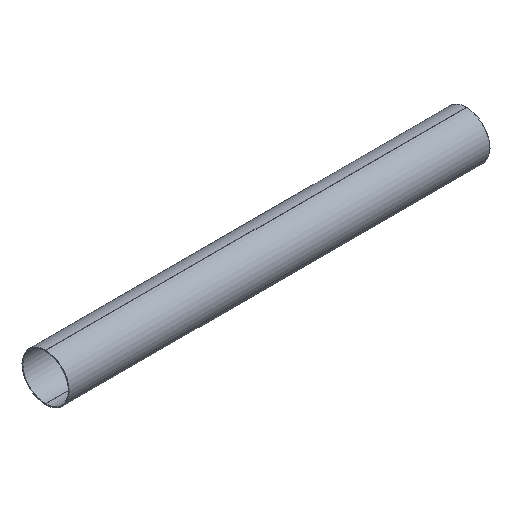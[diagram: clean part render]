
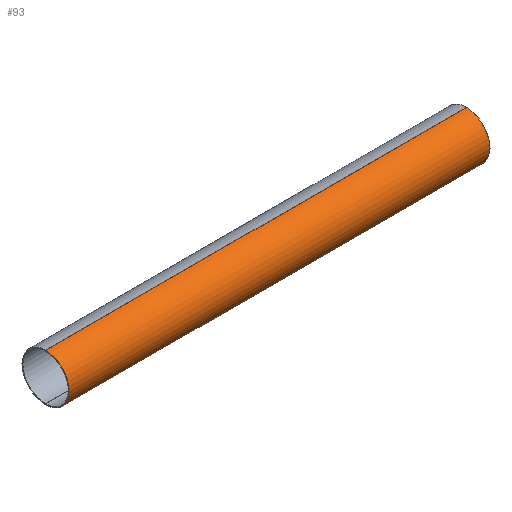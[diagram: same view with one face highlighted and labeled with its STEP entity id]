
A CAD part, isometric view. The second image highlights one B-rep face of the part: STEP entity #93.
In plain terms, the highlighted cylindrical face has radius 280 mm (diameter 560 mm), a partial arc.
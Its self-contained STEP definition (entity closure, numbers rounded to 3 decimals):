
#53 = VERTEX_POINT( '', #123 );
#57 = EDGE_CURVE( '', #61, #85, #128, .T. );
#61 = VERTEX_POINT( '', #132 );
#63 = EDGE_CURVE( '', #85, #91, #134, .T. );
#67 = EDGE_CURVE( '', #91, #53, #138, .T. );
#85 = VERTEX_POINT( '', #156 );
#91 = VERTEX_POINT( '', #165 );
#93 = ADVANCED_FACE( '', ( #167 ), #168, .T. );
#101 = EDGE_CURVE( '', #53, #61, #179, .T. );
#123 = CARTESIAN_POINT( '', ( 0., 0., -280. ) );
#128 = CIRCLE( '', #198, 280. );
#132 = CARTESIAN_POINT( '', ( 5000., 0., -280. ) );
#134 = LINE( '', #206, #207 );
#138 = CIRCLE( '', #213, 280. );
#156 = CARTESIAN_POINT( '', ( 5000., 0., 280. ) );
#165 = CARTESIAN_POINT( '', ( 0., 0., 280. ) );
#167 = FACE_OUTER_BOUND( '', #248, .T. );
#168 = CYLINDRICAL_SURFACE( '', #249, 280. );
#179 = LINE( '', #261, #262 );
#198 = AXIS2_PLACEMENT_3D( '', #277, #278, #279 );
#206 = CARTESIAN_POINT( '', ( 0., 0., 280. ) );
#207 = VECTOR( '', #283, 1. );
#213 = AXIS2_PLACEMENT_3D( '', #287, #288, #289 );
#248 = EDGE_LOOP( '', ( #319, #320, #321, #322 ) );
#249 = AXIS2_PLACEMENT_3D( '', #323, #324, #325 );
#261 = CARTESIAN_POINT( '', ( 0., 0., -280. ) );
#262 = VECTOR( '', #342, 1. );
#277 = CARTESIAN_POINT( '', ( 5000., 0., 0. ) );
#278 = DIRECTION( '', ( -1., 0., 0. ) );
#279 = DIRECTION( '', ( 0., 0., -1. ) );
#283 = DIRECTION( '', ( -1., 0., 0. ) );
#287 = CARTESIAN_POINT( '', ( 0., 0., 0. ) );
#288 = DIRECTION( '', ( 1., 0., 0. ) );
#289 = DIRECTION( '', ( 0., 0., -1. ) );
#319 = ORIENTED_EDGE( '', *, *, #101, .T. );
#320 = ORIENTED_EDGE( '', *, *, #57, .T. );
#321 = ORIENTED_EDGE( '', *, *, #63, .T. );
#322 = ORIENTED_EDGE( '', *, *, #67, .T. );
#323 = CARTESIAN_POINT( '', ( 0., 0., 0. ) );
#324 = DIRECTION( '', ( -1., 0., 0. ) );
#325 = DIRECTION( '', ( 0., 0., -1. ) );
#342 = DIRECTION( '', ( 1., 0., 0. ) );
